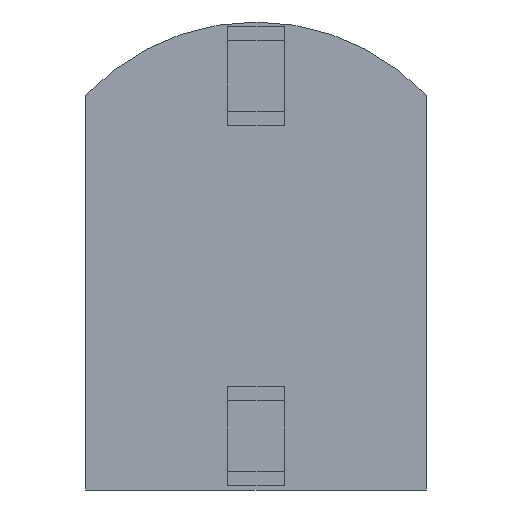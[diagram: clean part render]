
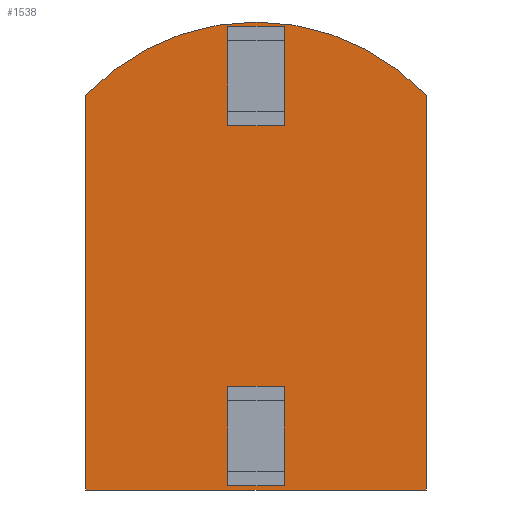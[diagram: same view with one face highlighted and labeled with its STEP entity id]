
A CAD part, front view. The second image highlights one B-rep face of the part: STEP entity #1538.
In plain terms, the highlighted planar face has unit normal (0, -1, 0).
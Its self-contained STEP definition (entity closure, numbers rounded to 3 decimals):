
#73 = VERTEX_POINT ( 'NONE', #3781 ) ;
#75 = VERTEX_POINT ( 'NONE', #3784 ) ;
#153 = VERTEX_POINT ( 'NONE', #3887 ) ;
#171 = VERTEX_POINT ( 'NONE', #3888 ) ;
#376 = VECTOR ( 'NONE', #5552, 1000. ) ;
#394 = FACE_OUTER_BOUND ( 'NONE', #983, .T. ) ;
#403 = FACE_BOUND ( 'NONE', #968, .T. ) ;
#408 = FACE_BOUND ( 'NONE', #995, .T. ) ;
#420 = AXIS2_PLACEMENT_3D ( 'NONE', #4560, #4554, #4548 ) ;
#557 = VECTOR ( 'NONE', #6503, 1000. ) ;
#563 = VECTOR ( 'NONE', #6518, 1000. ) ;
#566 = VECTOR ( 'NONE', #6496, 1000. ) ;
#570 = VECTOR ( 'NONE', #6480, 1000. ) ;
#576 = VECTOR ( 'NONE', #6526, 1000. ) ;
#577 = AXIS2_PLACEMENT_3D ( 'NONE', #6481, #6530, #6532 ) ;
#578 = VECTOR ( 'NONE', #6529, 1000. ) ;
#580 = VECTOR ( 'NONE', #6572, 1000. ) ;
#582 = VECTOR ( 'NONE', #6560, 1000. ) ;
#583 = VECTOR ( 'NONE', #6538, 1000. ) ;
#584 = VECTOR ( 'NONE', #6519, 1000. ) ;
#968 = EDGE_LOOP ( 'NONE', ( #1270, #1272, #1307, #1279 ) ) ;
#983 = EDGE_LOOP ( 'NONE', ( #1266, #1310, #1304, #1271, #1288 ) ) ;
#995 = EDGE_LOOP ( 'NONE', ( #1308, #1316, #1309, #1296 ) ) ;
#1266 = ORIENTED_EDGE ( 'NONE', *, *, #1691, .F. ) ;
#1270 = ORIENTED_EDGE ( 'NONE', *, *, #1692, .T. ) ;
#1271 = ORIENTED_EDGE ( 'NONE', *, *, #1706, .T. ) ;
#1272 = ORIENTED_EDGE ( 'NONE', *, *, #1713, .T. ) ;
#1279 = ORIENTED_EDGE ( 'NONE', *, *, #1696, .F. ) ;
#1288 = ORIENTED_EDGE ( 'NONE', *, *, #2346, .T. ) ;
#1296 = ORIENTED_EDGE ( 'NONE', *, *, #1711, .F. ) ;
#1304 = ORIENTED_EDGE ( 'NONE', *, *, #1702, .T. ) ;
#1307 = ORIENTED_EDGE ( 'NONE', *, *, #1693, .F. ) ;
#1308 = ORIENTED_EDGE ( 'NONE', *, *, #1512, .F. ) ;
#1309 = ORIENTED_EDGE ( 'NONE', *, *, #1704, .T. ) ;
#1310 = ORIENTED_EDGE ( 'NONE', *, *, #1701, .T. ) ;
#1316 = ORIENTED_EDGE ( 'NONE', *, *, #1705, .T. ) ;
#1512 = EDGE_CURVE ( 'NONE', #153, #171, #5565, .T. ) ;
#1538 = ADVANCED_FACE ( 'NONE', ( #403, #408, #394 ), #4555, .T. ) ;
#1691 = EDGE_CURVE ( 'NONE', #4289, #73, #6502, .T. ) ;
#1692 = EDGE_CURVE ( 'NONE', #4284, #4310, #6511, .T. ) ;
#1693 = EDGE_CURVE ( 'NONE', #4267, #4301, #6485, .T. ) ;
#1696 = EDGE_CURVE ( 'NONE', #4284, #4267, #6540, .T. ) ;
#1701 = EDGE_CURVE ( 'NONE', #4289, #4290, #6531, .T. ) ;
#1702 = EDGE_CURVE ( 'NONE', #4290, #4285, #6536, .T. ) ;
#1704 = EDGE_CURVE ( 'NONE', #4288, #4261, #6537, .T. ) ;
#1705 = EDGE_CURVE ( 'NONE', #153, #4288, #6527, .T. ) ;
#1706 = EDGE_CURVE ( 'NONE', #4285, #75, #2957, .T. ) ;
#1711 = EDGE_CURVE ( 'NONE', #171, #4261, #6555, .T. ) ;
#1713 = EDGE_CURVE ( 'NONE', #4310, #4301, #6575, .T. ) ;
#2346 = EDGE_CURVE ( 'NONE', #75, #73, #2980, .T. ) ;
#2957 = CIRCLE ( 'NONE', #577, 1.65 ) ;
#2980 = CIRCLE ( 'NONE', #4207, 1.65 ) ;
#3781 = CARTESIAN_POINT ( 'NONE',  ( -1.2, -2.55, 1.132 ) ) ;
#3784 = CARTESIAN_POINT ( 'NONE',  ( 0., -2.55, 1.65 ) ) ;
#3887 = CARTESIAN_POINT ( 'NONE',  ( 0.2, -2.55, 1.02 ) ) ;
#3888 = CARTESIAN_POINT ( 'NONE',  ( 0.2, -2.55, 1.52 ) ) ;
#4207 = AXIS2_PLACEMENT_3D ( 'NONE', #7458, #7459, #7465 ) ;
#4261 = VERTEX_POINT ( 'NONE', #15224 ) ;
#4267 = VERTEX_POINT ( 'NONE', #15241 ) ;
#4284 = VERTEX_POINT ( 'NONE', #15257 ) ;
#4285 = VERTEX_POINT ( 'NONE', #15264 ) ;
#4288 = VERTEX_POINT ( 'NONE', #15251 ) ;
#4289 = VERTEX_POINT ( 'NONE', #15254 ) ;
#4290 = VERTEX_POINT ( 'NONE', #15262 ) ;
#4301 = VERTEX_POINT ( 'NONE', #15253 ) ;
#4310 = VERTEX_POINT ( 'NONE', #15933 ) ;
#4548 = DIRECTION ( 'NONE',  ( 0., 0., -1. ) ) ;
#4554 = DIRECTION ( 'NONE',  ( 0., -1., 0. ) ) ;
#4555 = PLANE ( 'NONE',  #420 ) ;
#4560 = CARTESIAN_POINT ( 'NONE',  ( 0., -2.55, -3.315 ) ) ;
#5552 = DIRECTION ( 'NONE',  ( 0., 0., 1. ) ) ;
#5565 = LINE ( 'NONE', #5573, #376 ) ;
#5573 = CARTESIAN_POINT ( 'NONE',  ( 0.2, -2.55, -20.502 ) ) ;
#6480 = DIRECTION ( 'NONE',  ( -1., 0., 0. ) ) ;
#6481 = CARTESIAN_POINT ( 'NONE',  ( 0., -2.55, 0. ) ) ;
#6485 = LINE ( 'NONE', #6493, #566 ) ;
#6490 = CARTESIAN_POINT ( 'NONE',  ( -1.2, -2.55, -3.315 ) ) ;
#6493 = CARTESIAN_POINT ( 'NONE',  ( 0.2, -2.55, -1.02 ) ) ;
#6495 = CARTESIAN_POINT ( 'NONE',  ( 0.2, -2.55, -1.52 ) ) ;
#6496 = DIRECTION ( 'NONE',  ( -1., 0., 0. ) ) ;
#6502 = LINE ( 'NONE', #6490, #557 ) ;
#6503 = DIRECTION ( 'NONE',  ( 0., 0., 1. ) ) ;
#6511 = LINE ( 'NONE', #6495, #570 ) ;
#6518 = DIRECTION ( 'NONE',  ( 0., 0., 1. ) ) ;
#6519 = DIRECTION ( 'NONE',  ( 0., 0., 1. ) ) ;
#6520 = CARTESIAN_POINT ( 'NONE',  ( 0., -2.55, -1.65 ) ) ;
#6524 = CARTESIAN_POINT ( 'NONE',  ( 1.2, -2.55, -3.315 ) ) ;
#6526 = DIRECTION ( 'NONE',  ( 0., 0., 1. ) ) ;
#6527 = LINE ( 'NONE', #6528, #578 ) ;
#6528 = CARTESIAN_POINT ( 'NONE',  ( 0.2, -2.55, 1.02 ) ) ;
#6529 = DIRECTION ( 'NONE',  ( -1., 0., 0. ) ) ;
#6530 = DIRECTION ( 'NONE',  ( 0., -1., 0. ) ) ;
#6531 = LINE ( 'NONE', #6520, #583 ) ;
#6532 = DIRECTION ( 'NONE',  ( 0., 0., -1. ) ) ;
#6534 = CARTESIAN_POINT ( 'NONE',  ( -0.2, -2.55, -20.502 ) ) ;
#6536 = LINE ( 'NONE', #6524, #584 ) ;
#6537 = LINE ( 'NONE', #6534, #576 ) ;
#6538 = DIRECTION ( 'NONE',  ( 1., 0., 0. ) ) ;
#6540 = LINE ( 'NONE', #6541, #563 ) ;
#6541 = CARTESIAN_POINT ( 'NONE',  ( 0.2, -2.55, -20.502 ) ) ;
#6555 = LINE ( 'NONE', #6569, #580 ) ;
#6556 = CARTESIAN_POINT ( 'NONE',  ( -0.2, -2.55, -20.502 ) ) ;
#6560 = DIRECTION ( 'NONE',  ( 0., 0., 1. ) ) ;
#6569 = CARTESIAN_POINT ( 'NONE',  ( 0.2, -2.55, 1.52 ) ) ;
#6572 = DIRECTION ( 'NONE',  ( -1., 0., 0. ) ) ;
#6575 = LINE ( 'NONE', #6556, #582 ) ;
#7458 = CARTESIAN_POINT ( 'NONE',  ( 0., -2.55, 0. ) ) ;
#7459 = DIRECTION ( 'NONE',  ( 0., -1., 0. ) ) ;
#7465 = DIRECTION ( 'NONE',  ( 0., 0., -1. ) ) ;
#15224 = CARTESIAN_POINT ( 'NONE',  ( -0.2, -2.55, 1.52 ) ) ;
#15241 = CARTESIAN_POINT ( 'NONE',  ( 0.2, -2.55, -1.02 ) ) ;
#15251 = CARTESIAN_POINT ( 'NONE',  ( -0.2, -2.55, 1.02 ) ) ;
#15253 = CARTESIAN_POINT ( 'NONE',  ( -0.2, -2.55, -1.02 ) ) ;
#15254 = CARTESIAN_POINT ( 'NONE',  ( -1.2, -2.55, -1.65 ) ) ;
#15257 = CARTESIAN_POINT ( 'NONE',  ( 0.2, -2.55, -1.52 ) ) ;
#15262 = CARTESIAN_POINT ( 'NONE',  ( 1.2, -2.55, -1.65 ) ) ;
#15264 = CARTESIAN_POINT ( 'NONE',  ( 1.2, -2.55, 1.132 ) ) ;
#15933 = CARTESIAN_POINT ( 'NONE',  ( -0.2, -2.55, -1.52 ) ) ;
